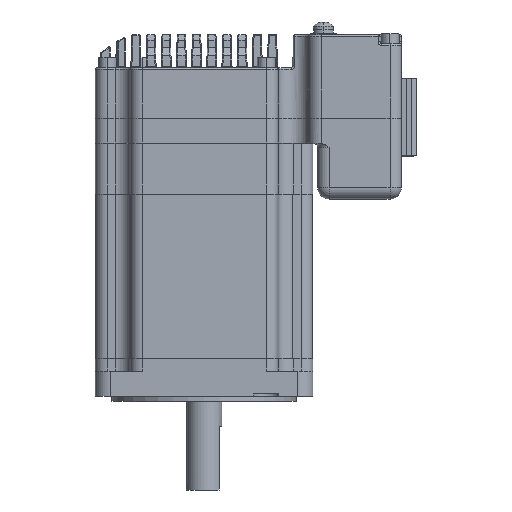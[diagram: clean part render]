
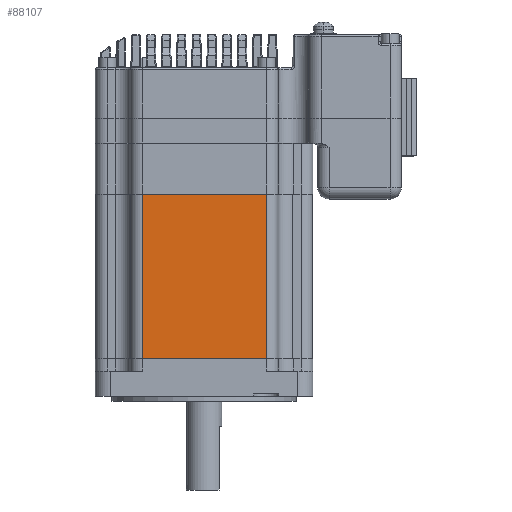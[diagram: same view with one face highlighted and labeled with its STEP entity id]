
A CAD part, front view. The second image highlights one B-rep face of the part: STEP entity #88107.
In plain terms, the highlighted planar face has unit normal (0, -1, 0).
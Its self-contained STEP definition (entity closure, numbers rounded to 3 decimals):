
#5720 = VERTEX_POINT ( 'NONE', #35665 ) ;
#6403 = DIRECTION ( 'NONE',  ( 0., -1., 0. ) ) ;
#6849 = VECTOR ( 'NONE', #156471, 1000. ) ;
#21935 = LINE ( 'NONE', #50723, #51161 ) ;
#33125 = DIRECTION ( 'NONE',  ( 0., 0., -1. ) ) ;
#35665 = CARTESIAN_POINT ( 'NONE',  ( -24.55, -42.85, 0. ) ) ;
#44941 = CARTESIAN_POINT ( 'NONE',  ( 24.55, -42.85, 65. ) ) ;
#47618 = LINE ( 'NONE', #63328, #76916 ) ;
#50723 = CARTESIAN_POINT ( 'NONE',  ( 0., -42.85, 0. ) ) ;
#51161 = VECTOR ( 'NONE', #63291, 1000. ) ;
#56065 = CARTESIAN_POINT ( 'NONE',  ( 0., -42.85, 65. ) ) ;
#56631 = CARTESIAN_POINT ( 'NONE',  ( 24.55, -42.85, 0. ) ) ;
#62039 = EDGE_LOOP ( 'NONE', ( #161050, #66603, #135257, #78538 ) ) ;
#63291 = DIRECTION ( 'NONE',  ( -1., 0., 0. ) ) ;
#63328 = CARTESIAN_POINT ( 'NONE',  ( 24.55, -42.85, 65. ) ) ;
#66603 = ORIENTED_EDGE ( 'NONE', *, *, #71362, .F. ) ;
#67601 = VECTOR ( 'NONE', #33125, 1000. ) ;
#71362 = EDGE_CURVE ( 'NONE', #132685, #93991, #47618, .T. ) ;
#76916 = VECTOR ( 'NONE', #138270, 1000. ) ;
#78538 = ORIENTED_EDGE ( 'NONE', *, *, #78539, .T. ) ;
#78539 = EDGE_CURVE ( 'NONE', #126180, #5720, #100916, .T. ) ;
#80529 = EDGE_CURVE ( 'NONE', #132685, #126180, #139805, .T. ) ;
#82859 = CARTESIAN_POINT ( 'NONE',  ( -24.55, -42.85, 65. ) ) ;
#88107 = ADVANCED_FACE ( 'NONE', ( #88740 ), #105931, .T. ) ;
#88740 = FACE_OUTER_BOUND ( 'NONE', #62039, .T. ) ;
#92770 = AXIS2_PLACEMENT_3D ( 'NONE', #56065, #6403, #93925 ) ;
#93925 = DIRECTION ( 'NONE',  ( 0., 0., -1. ) ) ;
#93991 = VERTEX_POINT ( 'NONE', #56631 ) ;
#100916 = LINE ( 'NONE', #82859, #67601 ) ;
#104063 = EDGE_CURVE ( 'NONE', #93991, #5720, #21935, .T. ) ;
#105931 = PLANE ( 'NONE',  #92770 ) ;
#116348 = CARTESIAN_POINT ( 'NONE',  ( -24.55, -42.85, 65. ) ) ;
#126180 = VERTEX_POINT ( 'NONE', #116348 ) ;
#132685 = VERTEX_POINT ( 'NONE', #44941 ) ;
#135257 = ORIENTED_EDGE ( 'NONE', *, *, #80529, .T. ) ;
#138270 = DIRECTION ( 'NONE',  ( 0., 0., -1. ) ) ;
#139805 = LINE ( 'NONE', #143985, #6849 ) ;
#143985 = CARTESIAN_POINT ( 'NONE',  ( 0., -42.85, 65. ) ) ;
#156471 = DIRECTION ( 'NONE',  ( -1., 0., 0. ) ) ;
#161050 = ORIENTED_EDGE ( 'NONE', *, *, #104063, .F. ) ;
